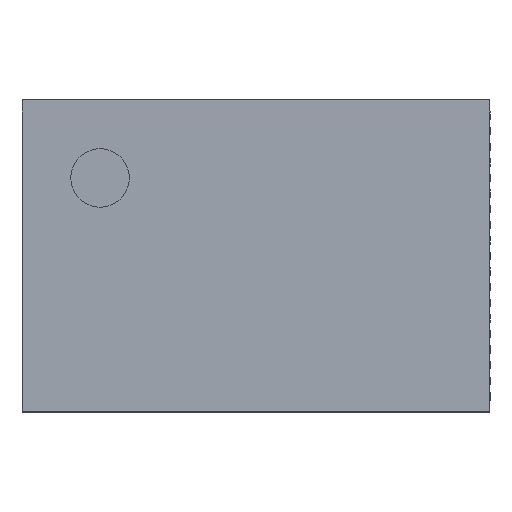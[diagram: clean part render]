
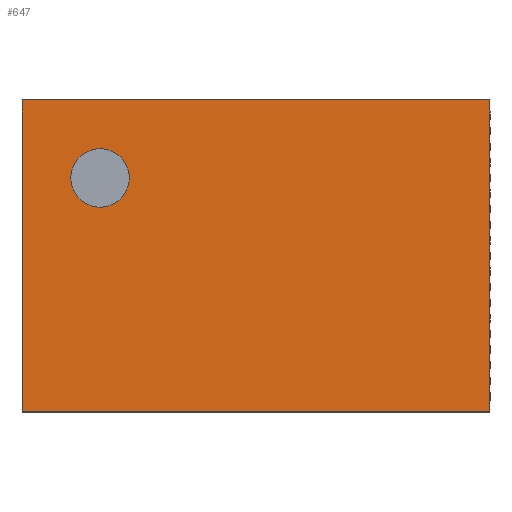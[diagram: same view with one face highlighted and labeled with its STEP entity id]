
A CAD part, top view. The second image highlights one B-rep face of the part: STEP entity #647.
In plain terms, the highlighted planar face has unit normal (0, 0, 1).
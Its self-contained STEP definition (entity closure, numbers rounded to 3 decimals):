
#458 = VERTEX_POINT('',#459);
#459 = CARTESIAN_POINT('',(0.,0.,1.5));
#466 = PLANE('',#467);
#467 = AXIS2_PLACEMENT_3D('',#468,#469,#470);
#468 = CARTESIAN_POINT('',(0.,0.,0.));
#469 = DIRECTION('',(1.,0.,0.));
#470 = DIRECTION('',(0.,0.,1.));
#478 = PLANE('',#479);
#479 = AXIS2_PLACEMENT_3D('',#480,#481,#482);
#480 = CARTESIAN_POINT('',(0.,0.,0.));
#481 = DIRECTION('',(0.,1.,0.));
#482 = DIRECTION('',(0.,0.,1.));
#519 = VERTEX_POINT('',#520);
#520 = CARTESIAN_POINT('',(0.,10.,1.5));
#534 = PLANE('',#535);
#535 = AXIS2_PLACEMENT_3D('',#536,#537,#538);
#536 = CARTESIAN_POINT('',(0.,10.,0.));
#537 = DIRECTION('',(0.,1.,0.));
#538 = DIRECTION('',(0.,0.,1.));
#546 = EDGE_CURVE('',#458,#519,#547,.T.);
#547 = SURFACE_CURVE('',#548,(#552,#559),.PCURVE_S1.);
#548 = LINE('',#549,#550);
#549 = CARTESIAN_POINT('',(0.,0.,1.5));
#550 = VECTOR('',#551,1.);
#551 = DIRECTION('',(0.,1.,0.));
#552 = PCURVE('',#466,#553);
#553 = DEFINITIONAL_REPRESENTATION('',(#554),#558);
#554 = LINE('',#555,#556);
#555 = CARTESIAN_POINT('',(1.5,0.));
#556 = VECTOR('',#557,1.);
#557 = DIRECTION('',(0.,-1.));
#558 = ( GEOMETRIC_REPRESENTATION_CONTEXT(2) 
PARAMETRIC_REPRESENTATION_CONTEXT() REPRESENTATION_CONTEXT('2D SPACE',''
  ) );
#559 = PCURVE('',#560,#565);
#560 = PLANE('',#561);
#561 = AXIS2_PLACEMENT_3D('',#562,#563,#564);
#562 = CARTESIAN_POINT('',(0.,0.,1.5));
#563 = DIRECTION('',(0.,0.,1.));
#564 = DIRECTION('',(1.,0.,0.));
#565 = DEFINITIONAL_REPRESENTATION('',(#566),#570);
#566 = LINE('',#567,#568);
#567 = CARTESIAN_POINT('',(0.,0.));
#568 = VECTOR('',#569,1.);
#569 = DIRECTION('',(0.,1.));
#570 = ( GEOMETRIC_REPRESENTATION_CONTEXT(2) 
PARAMETRIC_REPRESENTATION_CONTEXT() REPRESENTATION_CONTEXT('2D SPACE',''
  ) );
#599 = EDGE_CURVE('',#458,#600,#602,.T.);
#600 = VERTEX_POINT('',#601);
#601 = CARTESIAN_POINT('',(15.,0.,1.5));
#602 = SURFACE_CURVE('',#603,(#607,#614),.PCURVE_S1.);
#603 = LINE('',#604,#605);
#604 = CARTESIAN_POINT('',(0.,0.,1.5));
#605 = VECTOR('',#606,1.);
#606 = DIRECTION('',(1.,0.,0.));
#607 = PCURVE('',#478,#608);
#608 = DEFINITIONAL_REPRESENTATION('',(#609),#613);
#609 = LINE('',#610,#611);
#610 = CARTESIAN_POINT('',(1.5,0.));
#611 = VECTOR('',#612,1.);
#612 = DIRECTION('',(0.,1.));
#613 = ( GEOMETRIC_REPRESENTATION_CONTEXT(2) 
PARAMETRIC_REPRESENTATION_CONTEXT() REPRESENTATION_CONTEXT('2D SPACE',''
  ) );
#614 = PCURVE('',#560,#615);
#615 = DEFINITIONAL_REPRESENTATION('',(#616),#620);
#616 = LINE('',#617,#618);
#617 = CARTESIAN_POINT('',(0.,0.));
#618 = VECTOR('',#619,1.);
#619 = DIRECTION('',(1.,0.));
#620 = ( GEOMETRIC_REPRESENTATION_CONTEXT(2) 
PARAMETRIC_REPRESENTATION_CONTEXT() REPRESENTATION_CONTEXT('2D SPACE',''
  ) );
#636 = PLANE('',#637);
#637 = AXIS2_PLACEMENT_3D('',#638,#639,#640);
#638 = CARTESIAN_POINT('',(15.,0.,0.));
#639 = DIRECTION('',(1.,0.,0.));
#640 = DIRECTION('',(0.,0.,1.));
#647 = ADVANCED_FACE('',(#648,#696),#560,.T.);
#648 = FACE_BOUND('',#649,.T.);
#649 = EDGE_LOOP('',(#650,#651,#652,#675));
#650 = ORIENTED_EDGE('',*,*,#546,.F.);
#651 = ORIENTED_EDGE('',*,*,#599,.T.);
#652 = ORIENTED_EDGE('',*,*,#653,.T.);
#653 = EDGE_CURVE('',#600,#654,#656,.T.);
#654 = VERTEX_POINT('',#655);
#655 = CARTESIAN_POINT('',(15.,10.,1.5));
#656 = SURFACE_CURVE('',#657,(#661,#668),.PCURVE_S1.);
#657 = LINE('',#658,#659);
#658 = CARTESIAN_POINT('',(15.,0.,1.5));
#659 = VECTOR('',#660,1.);
#660 = DIRECTION('',(0.,1.,0.));
#661 = PCURVE('',#560,#662);
#662 = DEFINITIONAL_REPRESENTATION('',(#663),#667);
#663 = LINE('',#664,#665);
#664 = CARTESIAN_POINT('',(15.,0.));
#665 = VECTOR('',#666,1.);
#666 = DIRECTION('',(0.,1.));
#667 = ( GEOMETRIC_REPRESENTATION_CONTEXT(2) 
PARAMETRIC_REPRESENTATION_CONTEXT() REPRESENTATION_CONTEXT('2D SPACE',''
  ) );
#668 = PCURVE('',#636,#669);
#669 = DEFINITIONAL_REPRESENTATION('',(#670),#674);
#670 = LINE('',#671,#672);
#671 = CARTESIAN_POINT('',(1.5,0.));
#672 = VECTOR('',#673,1.);
#673 = DIRECTION('',(0.,-1.));
#674 = ( GEOMETRIC_REPRESENTATION_CONTEXT(2) 
PARAMETRIC_REPRESENTATION_CONTEXT() REPRESENTATION_CONTEXT('2D SPACE',''
  ) );
#675 = ORIENTED_EDGE('',*,*,#676,.F.);
#676 = EDGE_CURVE('',#519,#654,#677,.T.);
#677 = SURFACE_CURVE('',#678,(#682,#689),.PCURVE_S1.);
#678 = LINE('',#679,#680);
#679 = CARTESIAN_POINT('',(0.,10.,1.5));
#680 = VECTOR('',#681,1.);
#681 = DIRECTION('',(1.,0.,0.));
#682 = PCURVE('',#560,#683);
#683 = DEFINITIONAL_REPRESENTATION('',(#684),#688);
#684 = LINE('',#685,#686);
#685 = CARTESIAN_POINT('',(0.,10.));
#686 = VECTOR('',#687,1.);
#687 = DIRECTION('',(1.,0.));
#688 = ( GEOMETRIC_REPRESENTATION_CONTEXT(2) 
PARAMETRIC_REPRESENTATION_CONTEXT() REPRESENTATION_CONTEXT('2D SPACE',''
  ) );
#689 = PCURVE('',#534,#690);
#690 = DEFINITIONAL_REPRESENTATION('',(#691),#695);
#691 = LINE('',#692,#693);
#692 = CARTESIAN_POINT('',(1.5,0.));
#693 = VECTOR('',#694,1.);
#694 = DIRECTION('',(0.,1.));
#695 = ( GEOMETRIC_REPRESENTATION_CONTEXT(2) 
PARAMETRIC_REPRESENTATION_CONTEXT() REPRESENTATION_CONTEXT('2D SPACE',''
  ) );
#696 = FACE_BOUND('',#697,.T.);
#697 = EDGE_LOOP('',(#698));
#698 = ORIENTED_EDGE('',*,*,#699,.F.);
#699 = EDGE_CURVE('',#700,#700,#702,.T.);
#700 = VERTEX_POINT('',#701);
#701 = CARTESIAN_POINT('',(3.438,7.5,1.5));
#702 = SURFACE_CURVE('',#703,(#708,#715),.PCURVE_S1.);
#703 = CIRCLE('',#704,0.938);
#704 = AXIS2_PLACEMENT_3D('',#705,#706,#707);
#705 = CARTESIAN_POINT('',(2.5,7.5,1.5));
#706 = DIRECTION('',(0.,0.,1.));
#707 = DIRECTION('',(1.,0.,0.));
#708 = PCURVE('',#560,#709);
#709 = DEFINITIONAL_REPRESENTATION('',(#710),#714);
#710 = CIRCLE('',#711,0.938);
#711 = AXIS2_PLACEMENT_2D('',#712,#713);
#712 = CARTESIAN_POINT('',(2.5,7.5));
#713 = DIRECTION('',(1.,0.));
#714 = ( GEOMETRIC_REPRESENTATION_CONTEXT(2) 
PARAMETRIC_REPRESENTATION_CONTEXT() REPRESENTATION_CONTEXT('2D SPACE',''
  ) );
#715 = PCURVE('',#716,#721);
#716 = CYLINDRICAL_SURFACE('',#717,0.938);
#717 = AXIS2_PLACEMENT_3D('',#718,#719,#720);
#718 = CARTESIAN_POINT('',(2.5,7.5,1.4));
#719 = DIRECTION('',(0.,0.,1.));
#720 = DIRECTION('',(1.,0.,0.));
#721 = DEFINITIONAL_REPRESENTATION('',(#722),#726);
#722 = LINE('',#723,#724);
#723 = CARTESIAN_POINT('',(0.,0.1));
#724 = VECTOR('',#725,1.);
#725 = DIRECTION('',(1.,0.));
#726 = ( GEOMETRIC_REPRESENTATION_CONTEXT(2) 
PARAMETRIC_REPRESENTATION_CONTEXT() REPRESENTATION_CONTEXT('2D SPACE',''
  ) );
